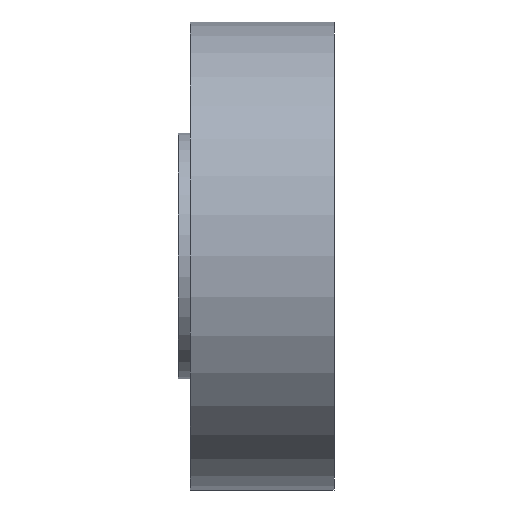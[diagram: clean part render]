
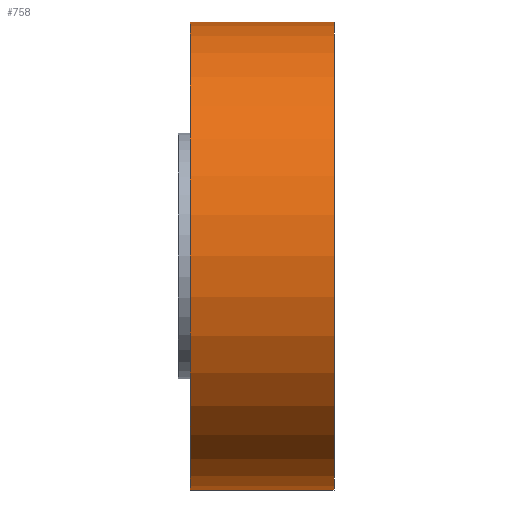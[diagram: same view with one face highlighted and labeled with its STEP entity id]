
A CAD part, left-side view. The second image highlights one B-rep face of the part: STEP entity #758.
In plain terms, the highlighted cylindrical face has radius 38.1 mm (diameter 76.2 mm), a partial arc.
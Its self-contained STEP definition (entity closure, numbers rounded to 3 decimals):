
#3 = VECTOR ( 'NONE', #551, 1000. ) ;
#12 = CARTESIAN_POINT ( 'NONE',  ( 0., 0., 0. ) ) ;
#17 = CIRCLE ( 'NONE', #308, 38.1 ) ;
#30 = EDGE_LOOP ( 'NONE', ( #453, #103, #168, #707 ) ) ;
#92 = CARTESIAN_POINT ( 'NONE',  ( 0., 23.4, 38.1 ) ) ;
#99 = DIRECTION ( 'NONE',  ( 0., 0., -1. ) ) ;
#103 = ORIENTED_EDGE ( 'NONE', *, *, #805, .F. ) ;
#106 = CARTESIAN_POINT ( 'NONE',  ( 0., 0., -38.1 ) ) ;
#140 = VERTEX_POINT ( 'NONE', #796 ) ;
#152 = CYLINDRICAL_SURFACE ( 'NONE', #482, 38.1 ) ;
#168 = ORIENTED_EDGE ( 'NONE', *, *, #199, .T. ) ;
#199 = EDGE_CURVE ( 'NONE', #140, #419, #663, .T. ) ;
#200 = CIRCLE ( 'NONE', #229, 38.1 ) ;
#208 = DIRECTION ( 'NONE',  ( 0., 0., 1. ) ) ;
#229 = AXIS2_PLACEMENT_3D ( 'NONE', #546, #342, #420 ) ;
#230 = FACE_OUTER_BOUND ( 'NONE', #30, .T. ) ;
#289 = VECTOR ( 'NONE', #521, 1000. ) ;
#294 = DIRECTION ( 'NONE',  ( 0., -1., 0. ) ) ;
#301 = LINE ( 'NONE', #92, #3 ) ;
#308 = AXIS2_PLACEMENT_3D ( 'NONE', #12, #785, #208 ) ;
#342 = DIRECTION ( 'NONE',  ( 0., 1., 0. ) ) ;
#365 = CARTESIAN_POINT ( 'NONE',  ( 0., 0., 38.1 ) ) ;
#419 = VERTEX_POINT ( 'NONE', #106 ) ;
#420 = DIRECTION ( 'NONE',  ( 0., 0., 1. ) ) ;
#428 = VERTEX_POINT ( 'NONE', #365 ) ;
#453 = ORIENTED_EDGE ( 'NONE', *, *, #775, .F. ) ;
#455 = CARTESIAN_POINT ( 'NONE',  ( 0., 23.4, -38.1 ) ) ;
#482 = AXIS2_PLACEMENT_3D ( 'NONE', #604, #294, #99 ) ;
#516 = CARTESIAN_POINT ( 'NONE',  ( 0., 23.4, 38.1 ) ) ;
#521 = DIRECTION ( 'NONE',  ( 0., -1., 0. ) ) ;
#532 = VERTEX_POINT ( 'NONE', #516 ) ;
#546 = CARTESIAN_POINT ( 'NONE',  ( 0., 23.4, 0. ) ) ;
#551 = DIRECTION ( 'NONE',  ( 0., -1., 0. ) ) ;
#604 = CARTESIAN_POINT ( 'NONE',  ( 0., 23.4, 0. ) ) ;
#663 = LINE ( 'NONE', #455, #289 ) ;
#668 = EDGE_CURVE ( 'NONE', #419, #428, #17, .T. ) ;
#707 = ORIENTED_EDGE ( 'NONE', *, *, #668, .T. ) ;
#758 = ADVANCED_FACE ( 'NONE', ( #230 ), #152, .T. ) ;
#775 = EDGE_CURVE ( 'NONE', #532, #428, #301, .T. ) ;
#785 = DIRECTION ( 'NONE',  ( 0., 1., 0. ) ) ;
#796 = CARTESIAN_POINT ( 'NONE',  ( 0., 23.4, -38.1 ) ) ;
#805 = EDGE_CURVE ( 'NONE', #140, #532, #200, .T. ) ;
